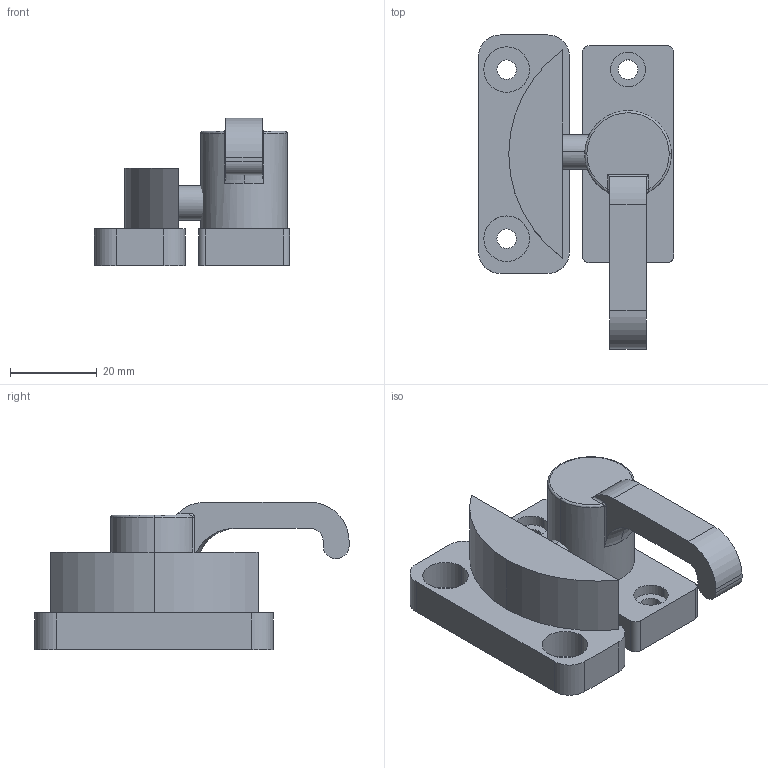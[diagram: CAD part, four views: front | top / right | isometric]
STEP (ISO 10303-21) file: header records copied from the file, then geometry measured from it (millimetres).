
FILE_DESCRIPTION (( 'STEP AP203' ), '1' );
FILE_NAME ('084.517.001.STEP', '2013-01-28T10:31:06', ( 'Alusic' ), ( 'Alusic' ), 'SwSTEP 2.0', 'SolidWorks 2011', '' );
FILE_SCHEMA (( 'CONFIG_CONTROL_DESIGN' ));
Length unit declared in the file: millimetre
Products named in the file (1): 084.517.001
Bounding box: 45 x 72.5 x 34 mm (x, y, z)
Volume: 22960.7 mm3; surface area: 14908.4 mm2
Topology: 2 solids, 2 shells, 93 faces, 238 edges, 156 vertices
Faces by surface type: cylinder 50, plane 36, torus 5, bspline 2
Entity records: 3116 total; most frequent: CARTESIAN_POINT 704, DIRECTION 509, ORIENTED_EDGE 476, EDGE_CURVE 238, AXIS2_PLACEMENT_3D 195, VERTEX_POINT 156, LINE 119, VECTOR 119
